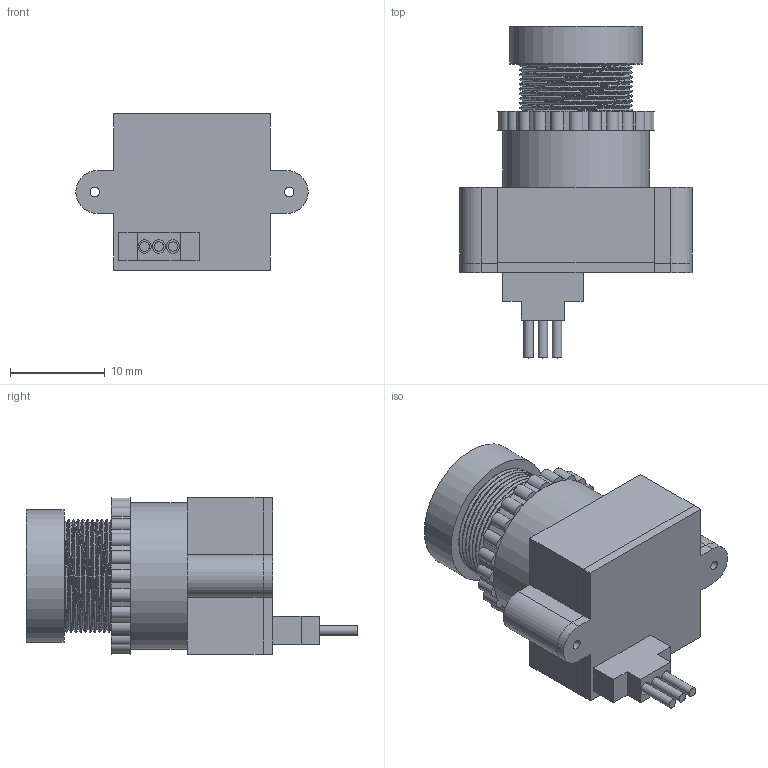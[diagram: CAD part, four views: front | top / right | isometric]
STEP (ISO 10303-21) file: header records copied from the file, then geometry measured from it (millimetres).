
FILE_DESCRIPTION(/* description */ (''),/* implementation_level */ '2;1');
FILE_NAME(/* name */ '1000TVL v6.step',/* time_stamp */ '2024-04-01T13:33:39+10:00',/* author */ (''),/* organization */ (''),/* preprocessor_version */ 'ST-DEVELOPER v20',/* originating_system */ 'Autodesk Translation Framework v12.20.1.177',/* authorisation */ '');
FILE_SCHEMA (('AUTOMOTIVE_DESIGN { 1 0 10303 214 3 1 1 }'));
Length unit declared in the file: millimetre
Products named in the file (1): 1000TVL
Bounding box: 24.5 x 35 x 16.5 mm (x, y, z)
Volume: 5001.8 mm3; surface area: 5194.1 mm2
Topology: 9 solids, 9 shells, 229 faces, 612 edges, 408 vertices
Faces by surface type: cylinder 170, plane 53, bspline 6
Full cylindrical faces by diameter (mm): 1 x7, 1.4 x3, 10 x2, 11.348 x24, 11.529 x22, 11.927 x24, 12.096 x22, 14 x1, 15.5 x1
Entity records: 18756 total; most frequent: CARTESIAN_POINT 13240, ORIENTED_EDGE 1224, DIRECTION 984, EDGE_CURVE 612, VERTEX_POINT 408, AXIS2_PLACEMENT_3D 368, LINE 248, VECTOR 248
